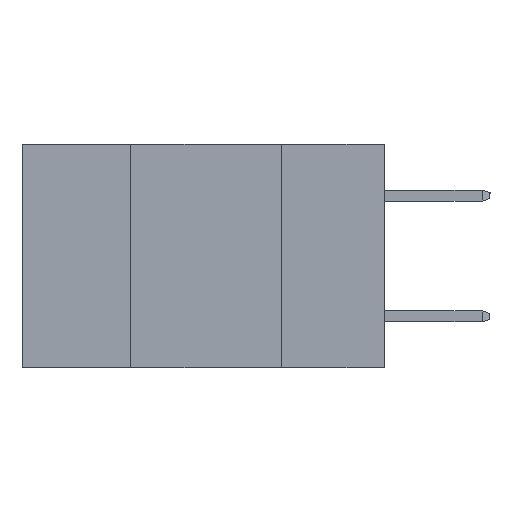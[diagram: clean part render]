
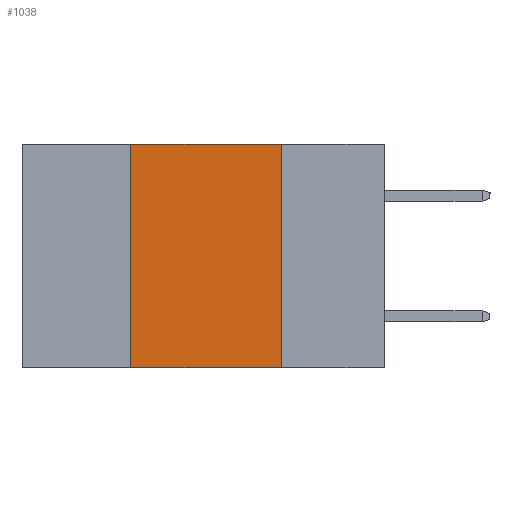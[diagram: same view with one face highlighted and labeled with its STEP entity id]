
A CAD part, left-side view. The second image highlights one B-rep face of the part: STEP entity #1038.
In plain terms, the highlighted planar face has unit normal (-1, 0, 0).
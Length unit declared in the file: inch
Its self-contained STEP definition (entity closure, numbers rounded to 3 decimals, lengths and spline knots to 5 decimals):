
#83 = LINE ( 'NONE', #14501, #1953 ) ;
#102 = DIRECTION ( 'NONE',  ( 0., 0., 1. ) ) ;
#395 = VERTEX_POINT ( 'NONE', #19241 ) ;
#989 = EDGE_CURVE ( 'NONE', #9353, #7866, #16150, .T. ) ;
#1038 = ADVANCED_FACE ( 'NONE', ( #14977 ), #20380, .F. ) ;
#1194 = VERTEX_POINT ( 'NONE', #8313 ) ;
#1953 = VECTOR ( 'NONE', #19669, 39.37008 ) ;
#1960 = AXIS2_PLACEMENT_3D ( 'NONE', #2463, #7867, #3989 ) ;
#2404 = CARTESIAN_POINT ( 'NONE',  ( 0., 0.17, -0.37 ) ) ;
#2463 = CARTESIAN_POINT ( 'NONE',  ( 0., 0.6, 0. ) ) ;
#3989 = DIRECTION ( 'NONE',  ( 0., 0., -1. ) ) ;
#5659 = CARTESIAN_POINT ( 'NONE',  ( 0., 0.42, 0. ) ) ;
#6035 = LINE ( 'NONE', #2404, #8126 ) ;
#6455 = ORIENTED_EDGE ( 'NONE', *, *, #10870, .T. ) ;
#7866 = VERTEX_POINT ( 'NONE', #5659 ) ;
#7867 = DIRECTION ( 'NONE',  ( 1., 0., 0. ) ) ;
#8126 = VECTOR ( 'NONE', #17138, 39.37008 ) ;
#8313 = CARTESIAN_POINT ( 'NONE',  ( 0., 0.17, 0. ) ) ;
#8613 = LINE ( 'NONE', #15507, #18390 ) ;
#9353 = VERTEX_POINT ( 'NONE', #20305 ) ;
#10870 = EDGE_CURVE ( 'NONE', #9353, #395, #8613, .T. ) ;
#11488 = EDGE_CURVE ( 'NONE', #7866, #1194, #83, .T. ) ;
#12117 = DIRECTION ( 'NONE',  ( 0., -1., 0. ) ) ;
#12190 = CARTESIAN_POINT ( 'NONE',  ( 0., 0.42, -0.37 ) ) ;
#14501 = CARTESIAN_POINT ( 'NONE',  ( 0., 0.6, 0. ) ) ;
#14977 = FACE_OUTER_BOUND ( 'NONE', #20884, .T. ) ;
#15393 = ORIENTED_EDGE ( 'NONE', *, *, #11488, .F. ) ;
#15507 = CARTESIAN_POINT ( 'NONE',  ( 0., 0.6, -0.37 ) ) ;
#16150 = LINE ( 'NONE', #12190, #19492 ) ;
#17138 = DIRECTION ( 'NONE',  ( 0., 0., -1. ) ) ;
#18151 = ORIENTED_EDGE ( 'NONE', *, *, #18513, .F. ) ;
#18390 = VECTOR ( 'NONE', #12117, 39.37008 ) ;
#18513 = EDGE_CURVE ( 'NONE', #1194, #395, #6035, .T. ) ;
#19241 = CARTESIAN_POINT ( 'NONE',  ( 0., 0.17, -0.37 ) ) ;
#19492 = VECTOR ( 'NONE', #102, 39.37008 ) ;
#19669 = DIRECTION ( 'NONE',  ( 0., -1., 0. ) ) ;
#20305 = CARTESIAN_POINT ( 'NONE',  ( 0., 0.42, -0.37 ) ) ;
#20380 = PLANE ( 'NONE',  #1960 ) ;
#20884 = EDGE_LOOP ( 'NONE', ( #18151, #15393, #22920, #6455 ) ) ;
#22920 = ORIENTED_EDGE ( 'NONE', *, *, #989, .F. ) ;
